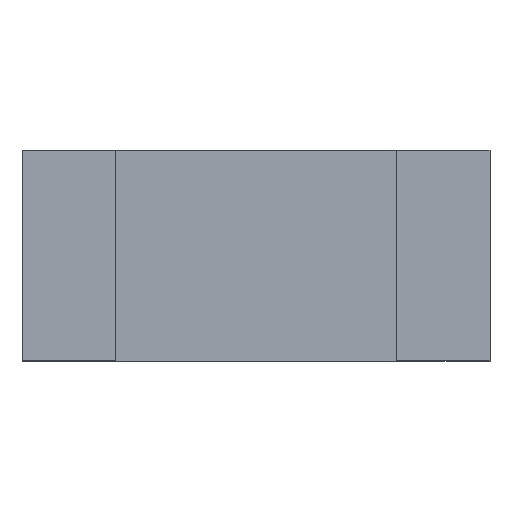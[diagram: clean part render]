
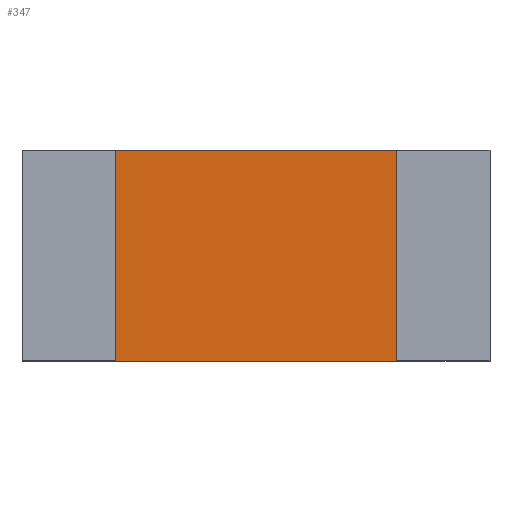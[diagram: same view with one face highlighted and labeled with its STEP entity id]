
A CAD part, top view. The second image highlights one B-rep face of the part: STEP entity #347.
In plain terms, the highlighted planar face has unit normal (0, 0, 1).
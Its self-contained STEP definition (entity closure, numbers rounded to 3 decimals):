
#33=PLANE('',#394);
#50=FACE_OUTER_BOUND('',#73,.T.);
#73=EDGE_LOOP('',(#312,#313,#314,#315));
#80=LINE('',#512,#116);
#91=LINE('',#536,#127);
#108=LINE('',#576,#144);
#111=LINE('',#581,#147);
#116=VECTOR('',#418,10.);
#127=VECTOR('',#435,10.);
#144=VECTOR('',#474,10.);
#147=VECTOR('',#481,10.);
#164=VERTEX_POINT('',#510);
#165=VERTEX_POINT('',#511);
#174=VERTEX_POINT('',#534);
#175=VERTEX_POINT('',#535);
#196=EDGE_CURVE('',#164,#165,#80,.T.);
#207=EDGE_CURVE('',#174,#175,#91,.T.);
#228=EDGE_CURVE('',#165,#174,#108,.T.);
#231=EDGE_CURVE('',#175,#164,#111,.T.);
#312=ORIENTED_EDGE('',*,*,#196,.T.);
#313=ORIENTED_EDGE('',*,*,#228,.T.);
#314=ORIENTED_EDGE('',*,*,#207,.T.);
#315=ORIENTED_EDGE('',*,*,#231,.T.);
#347=ADVANCED_FACE('',(#50),#33,.T.);
#394=AXIS2_PLACEMENT_3D('',#582,#482,#483);
#418=DIRECTION('',(0.,-1.,0.));
#435=DIRECTION('',(0.,1.,0.));
#474=DIRECTION('',(1.,0.,0.));
#481=DIRECTION('',(-1.,0.,0.));
#482=DIRECTION('center_axis',(0.,0.,1.));
#483=DIRECTION('ref_axis',(1.,0.,0.));
#510=CARTESIAN_POINT('',(-6.,4.5,19.));
#511=CARTESIAN_POINT('',(-6.,-4.5,19.));
#512=CARTESIAN_POINT('',(-6.,-2.25,19.));
#534=CARTESIAN_POINT('',(6.038,-4.5,19.));
#535=CARTESIAN_POINT('',(6.038,4.5,19.));
#536=CARTESIAN_POINT('',(6.038,2.25,19.));
#576=CARTESIAN_POINT('',(10.,-4.5,19.));
#581=CARTESIAN_POINT('',(-10.,4.5,19.));
#582=CARTESIAN_POINT('Origin',(0.,0.,
19.));
